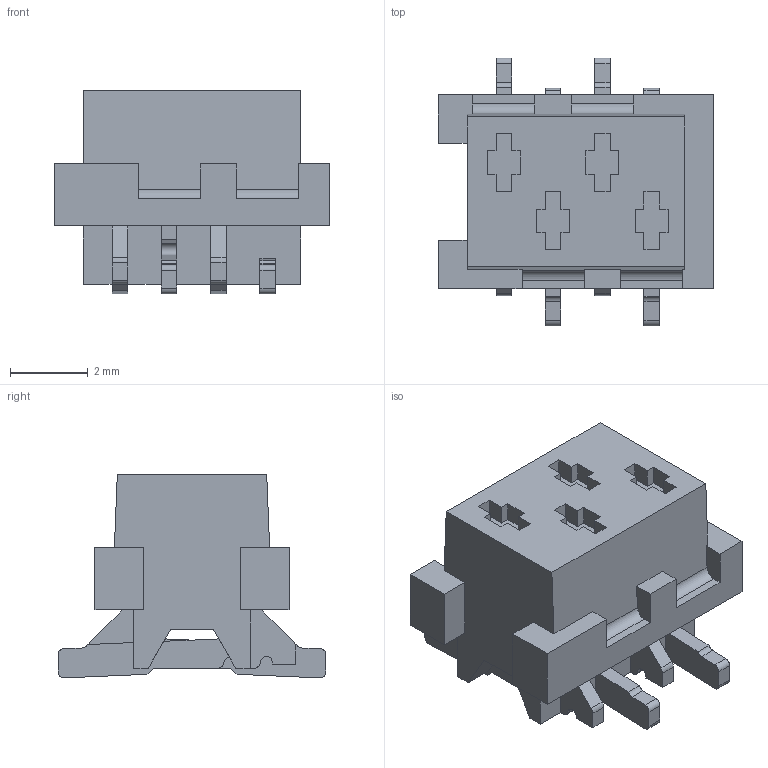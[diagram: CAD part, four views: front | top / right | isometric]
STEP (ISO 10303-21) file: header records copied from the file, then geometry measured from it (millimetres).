
FILE_DESCRIPTION((''),'2;1');
FILE_NAME('TYCO_7-188275-4-MM4FS','2009-06-18T',('dburnier'),(''),'PRO/ENGINEER BY PARAMETRIC TECHNOLOGY CORPORATION, 2008410','PRO/ENGINEER BY PARAMETRIC TECHNOLOGY CORPORATION, 2008410','');
FILE_SCHEMA(('AUTOMOTIVE_DESIGN_CC2 { 1 2 10303 214 -1 1 5 2 }'));
Length unit declared in the file: millimetre
Products named in the file (1): TYCO_7-188275-4-MM4FS
Bounding box: 7.1 x 6.9 x 5.25 mm (x, y, z)
Volume: 113 mm3; surface area: 234.3 mm2
Topology: 1 solids, 1 shells, 224 faces, 668 edges, 440 vertices
Faces by surface type: plane 182, cylinder 42
Entity records: 10640 total; most frequent: ORIENTED_EDGE 1336, CARTESIAN_POINT 1332, DIRECTION 1208, PRESENTATION_STYLE_ASSIGNMENT 760, STYLED_ITEM 669, CURVE_STYLE 668, EDGE_CURVE 668, VECTOR 576
